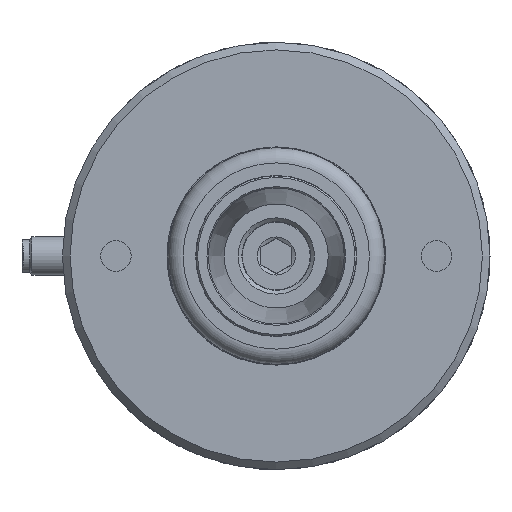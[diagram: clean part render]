
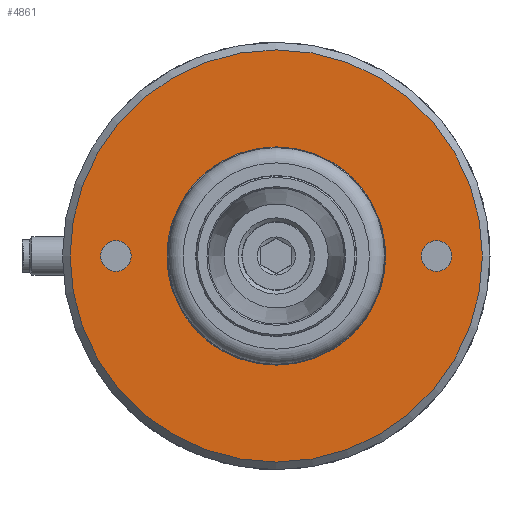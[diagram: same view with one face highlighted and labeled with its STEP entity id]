
A CAD part, left-side view. The second image highlights one B-rep face of the part: STEP entity #4861.
In plain terms, the highlighted planar face has unit normal (-1, 0, 0).
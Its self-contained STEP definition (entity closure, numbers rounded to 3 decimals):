
#192=FACE_BOUND('',#1076,.T.);
#193=FACE_BOUND('',#1077,.T.);
#194=FACE_BOUND('',#1078,.T.);
#304=PLANE('',#5214);
#775=FACE_OUTER_BOUND('',#1075,.T.);
#1075=EDGE_LOOP('',(#3885));
#1076=EDGE_LOOP('',(#3886));
#1077=EDGE_LOOP('',(#3887));
#1078=EDGE_LOOP('',(#3888));
#2075=CIRCLE('',#5213,27.);
#2076=CIRCLE('',#5215,2.);
#2077=CIRCLE('',#5216,2.);
#2078=CIRCLE('',#5217,10.5);
#2407=VERTEX_POINT('',#7626);
#2408=VERTEX_POINT('',#7630);
#2409=VERTEX_POINT('',#7632);
#2410=VERTEX_POINT('',#7634);
#2946=EDGE_CURVE('',#2407,#2407,#2075,.T.);
#2947=EDGE_CURVE('',#2408,#2408,#2076,.T.);
#2948=EDGE_CURVE('',#2409,#2409,#2077,.T.);
#2949=EDGE_CURVE('',#2410,#2410,#2078,.T.);
#3885=ORIENTED_EDGE('',*,*,#2946,.F.);
#3886=ORIENTED_EDGE('',*,*,#2947,.T.);
#3887=ORIENTED_EDGE('',*,*,#2948,.T.);
#3888=ORIENTED_EDGE('',*,*,#2949,.T.);
#4861=ADVANCED_FACE('',(#775,#192,#193,#194),#304,.T.);
#5213=AXIS2_PLACEMENT_3D('',#7628,#6058,#6059);
#5214=AXIS2_PLACEMENT_3D('',#7629,#6060,#6061);
#5215=AXIS2_PLACEMENT_3D('',#7631,#6062,#6063);
#5216=AXIS2_PLACEMENT_3D('',#7633,#6064,#6065);
#5217=AXIS2_PLACEMENT_3D('',#7635,#6066,#6067);
#6058=DIRECTION('center_axis',(1.,0.,0.));
#6059=DIRECTION('ref_axis',(0.,1.,0.));
#6060=DIRECTION('center_axis',(-1.,0.,0.));
#6061=DIRECTION('ref_axis',(0.,0.,
1.));
#6062=DIRECTION('center_axis',(1.,0.,0.));
#6063=DIRECTION('ref_axis',(0.,0.,
1.));
#6064=DIRECTION('center_axis',(1.,0.,0.));
#6065=DIRECTION('ref_axis',(0.,0.,
1.));
#6066=DIRECTION('center_axis',(1.,0.,0.));
#6067=DIRECTION('ref_axis',(0.,1.,0.));
#7626=CARTESIAN_POINT('',(-101.2,-27.,0.));
#7628=CARTESIAN_POINT('Origin',(-101.2,0.,0.));
#7629=CARTESIAN_POINT('Origin',(-101.2,18.75,0.));
#7630=CARTESIAN_POINT('',(-101.2,21.,-2.));
#7631=CARTESIAN_POINT('Origin',(-101.2,21.,0.));
#7632=CARTESIAN_POINT('',(-101.2,-21.,-2.));
#7633=CARTESIAN_POINT('Origin',(-101.2,-21.,0.));
#7634=CARTESIAN_POINT('',(-101.2,-10.5,0.));
#7635=CARTESIAN_POINT('Origin',(-101.2,0.,0.));
